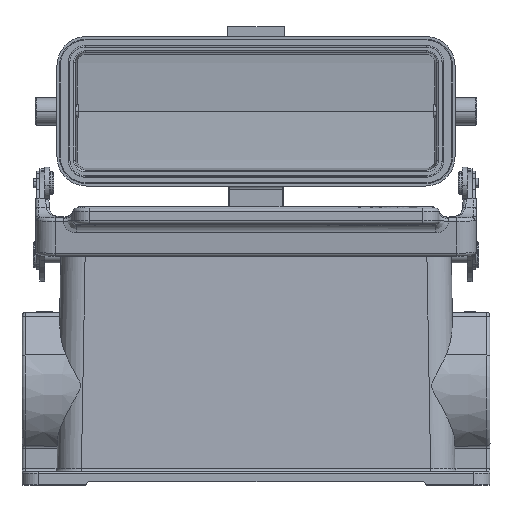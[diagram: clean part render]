
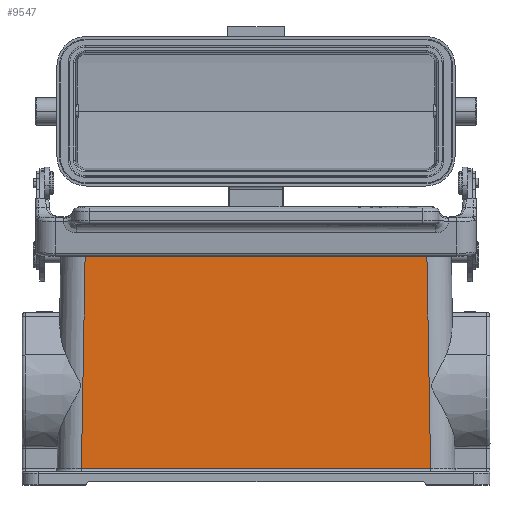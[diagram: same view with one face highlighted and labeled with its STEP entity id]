
A CAD part, top view. The second image highlights one B-rep face of the part: STEP entity #9547.
In plain terms, the highlighted planar face has unit normal (0, 0.018, 1).
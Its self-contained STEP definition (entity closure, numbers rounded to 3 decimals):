
#1260=PLANE('',#41585);
#3430=LINE('',#60272,#5741);
#3598=LINE('',#62362,#5909);
#3656=LINE('',#63316,#5967);
#3658=LINE('',#63319,#5969);
#5741=VECTOR('',#46505,1.);
#5909=VECTOR('',#47241,1.);
#5967=VECTOR('',#47501,1.);
#5969=VECTOR('',#47505,1.);
#9547=ADVANCED_FACE('',(#11928),#1260,.T.);
#11928=FACE_OUTER_BOUND('',#14277,.T.);
#14277=EDGE_LOOP('',(#22583,#22584,#22585,#22586));
#22583=ORIENTED_EDGE('',*,*,#35930,.T.);
#22584=ORIENTED_EDGE('',*,*,#36515,.F.);
#22585=ORIENTED_EDGE('',*,*,#36366,.T.);
#22586=ORIENTED_EDGE('',*,*,#36513,.F.);
#31481=VERTEX_POINT('',#60187);
#31495=VERTEX_POINT('',#60260);
#31764=VERTEX_POINT('',#62337);
#31766=VERTEX_POINT('',#62361);
#35930=EDGE_CURVE('',#31495,#31481,#3430,.T.);
#36366=EDGE_CURVE('',#31764,#31766,#3598,.T.);
#36513=EDGE_CURVE('',#31495,#31766,#3656,.T.);
#36515=EDGE_CURVE('',#31764,#31481,#3658,.T.);
#41585=AXIS2_PLACEMENT_3D('',#63320,#47506,#47507);
#46505=DIRECTION('',(-1.,0.,0.));
#47241=DIRECTION('',(1.,0.,0.));
#47501=DIRECTION('',(0.017,-1.,0.017));
#47505=DIRECTION('',(0.017,1.,-0.017));
#47506=DIRECTION('',(0.,0.017,1.));
#47507=DIRECTION('',(0.,-1.,0.017));
#60187=CARTESIAN_POINT('',(20.49,74.509,-6.491));
#60260=CARTESIAN_POINT('',(125.51,74.509,-6.491));
#60272=CARTESIAN_POINT('',(125.51,74.509,-6.491));
#62337=CARTESIAN_POINT('',(19.277,4.983,-5.278));
#62361=CARTESIAN_POINT('',(126.723,4.983,-5.278));
#62362=CARTESIAN_POINT('',(19.277,4.983,-5.278));
#63316=CARTESIAN_POINT('',(125.51,74.509,-6.491));
#63319=CARTESIAN_POINT('',(19.277,4.983,-5.278));
#63320=CARTESIAN_POINT('',(73.,39.746,-5.885));
